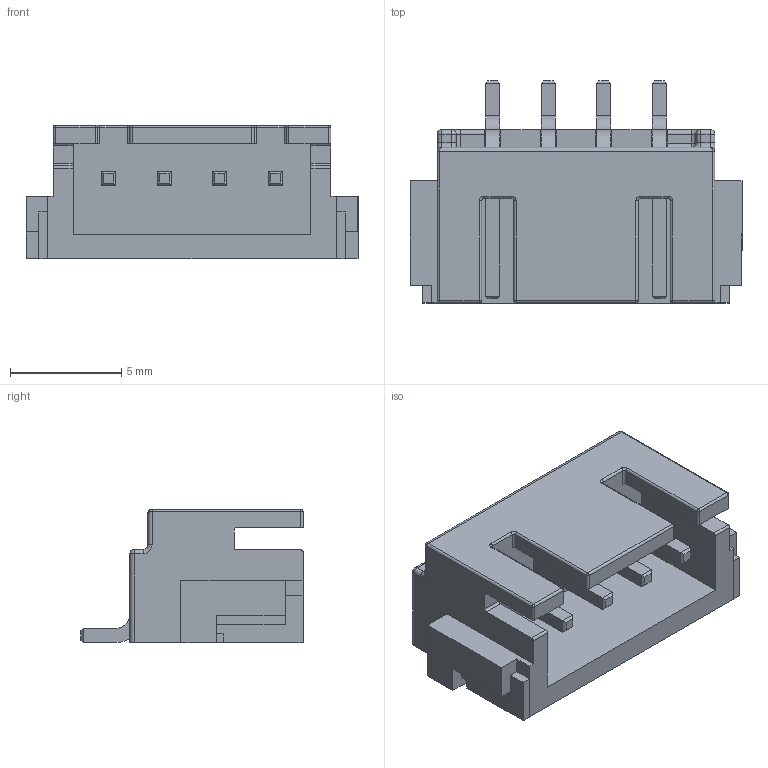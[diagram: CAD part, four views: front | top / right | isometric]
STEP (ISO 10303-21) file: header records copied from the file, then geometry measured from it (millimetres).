
FILE_DESCRIPTION(/* description */ (''),/* implementation_level */ '2;1');
FILE_NAME(/* name */ '2.stp',/* time_stamp */ '2021-05-13T15:20:07+02:00',/* author */ ('k'),/* organization */ (''),/* preprocessor_version */ 'ST-DEVELOPER v15.6',/* originating_system */ 'Autodesk Inventor 2015',/* authorisation */ '');
FILE_SCHEMA (('AUTOMOTIVE_DESIGN { 1 0 10303 214 3 1 1 }'));
Length unit declared in the file: millimetre
Products named in the file (8): 1; 3; 4; S4B-XH-SM4-TB; 2; JST Logo adjustable
Bounding box: 14.95 x 10 x 6 mm (x, y, z)
Volume: 360.9 mm3; surface area: 739.2 mm2
Topology: 12 solids, 12 shells, 289 faces, 700 edges, 433 vertices
Faces by surface type: plane 195, cylinder 71, sphere 11, torus 10, bspline 2
Entity records: 7289 total; most frequent: CARTESIAN_POINT 1247, DIRECTION 1225, ORIENTED_EDGE 1168, EDGE_CURVE 584, LINE 455, VECTOR 455, AXIS2_PLACEMENT_3D 385, VERTEX_POINT 361
